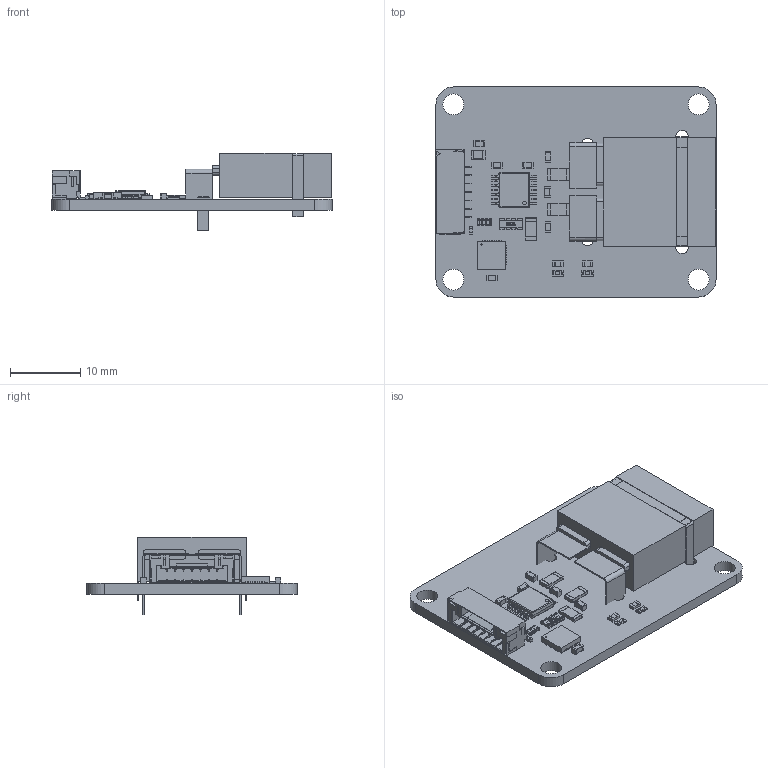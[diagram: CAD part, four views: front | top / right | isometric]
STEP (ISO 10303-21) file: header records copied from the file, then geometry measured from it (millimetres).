
FILE_DESCRIPTION(('FreeCAD Model'),'2;1');
FILE_NAME( 'thermocouple.step' ,'2018-04-23T10:15:56',('kicad StepUp'),('ksu MCAD'), 'Open CASCADE STEP processor 6.8','FreeCAD','Unknown');
FILE_SCHEMA(('AUTOMOTIVE_DESIGN_CC2 { 1 2 10303 214 -1 1 5 4 }'));
Length unit declared in the file: millimetre
Products named in the file (23): Pcb; QFN-24_4x4mm_Pitch0.5mm_; R_1206_; R_1206_001; R_1206_002; R_0603_; D_0603_red_; C_0603_; C_0603_001; C_0603_002; C_0603_003; C_0603_004; R_4x0603_; TSSOP-14_; C_0402_; C_0805_; C_0603_005; C_0603_006; D_0603_blue_; BrickletConn_7pin_; R_0603_001; Cut_; PCC-SMP_
Bounding box: 40 x 30 x 11.1 mm (x, y, z)
Volume: 2824.5 mm3; surface area: 5869.8 mm2
Topology: 28 solids, 28 shells, 1966 faces, 5576 edges, 3653 vertices
Faces by surface type: plane 1504, cylinder 316, bspline 138, sphere 8
Full cylindrical faces by diameter (mm): 1.77 x4, 3 x4
Entity records: 77070 total; most frequent: CARTESIAN_POINT 12442, ORIENTED_EDGE 11136, DIRECTION 9582, EDGE_CURVE 5568, LINE 4652, VECTOR 4652, VERTEX_POINT 3653, AXIS2_PLACEMENT_3D 2465
